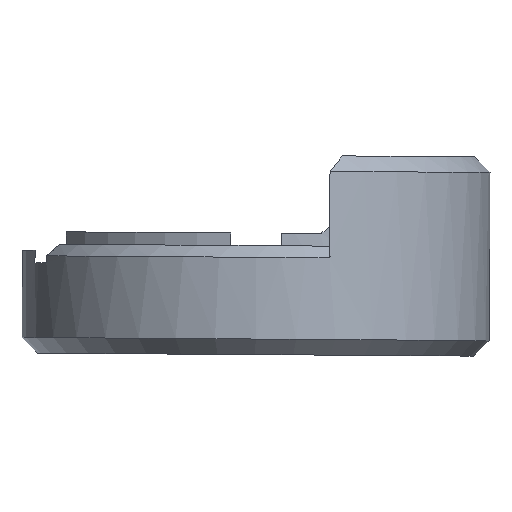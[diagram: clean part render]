
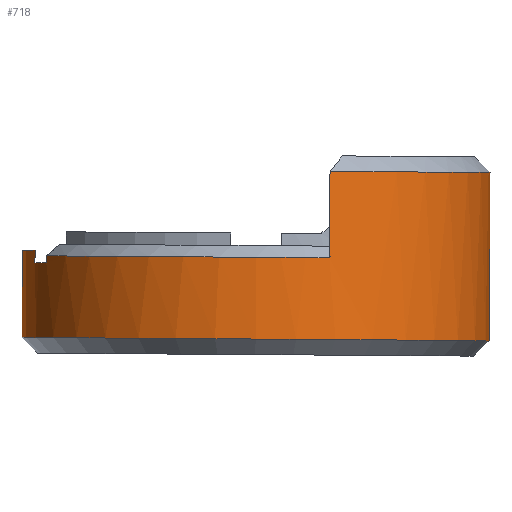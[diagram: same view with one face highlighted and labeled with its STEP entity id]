
A CAD part, front view. The second image highlights one B-rep face of the part: STEP entity #718.
In plain terms, the highlighted cylindrical face has radius 15 mm (diameter 30 mm), a full revolution.
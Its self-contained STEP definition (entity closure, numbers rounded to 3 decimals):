
#29=CYLINDRICAL_SURFACE('',#774,15.);
#66=FACE_OUTER_BOUND('',#105,.T.);
#105=EDGE_LOOP('',(#499,#500,#501,#502,#503,#504,#505,#506,#507,#508,#509,
#510,#511,#512,#513,#514));
#143=LINE('',#1081,#211);
#144=LINE('',#1085,#212);
#145=LINE('',#1089,#213);
#146=LINE('',#1093,#214);
#147=LINE('',#1097,#215);
#148=LINE('',#1101,#216);
#149=LINE('',#1105,#217);
#211=VECTOR('',#862,15.);
#212=VECTOR('',#865,1000.);
#213=VECTOR('',#868,1000.);
#214=VECTOR('',#871,1000.);
#215=VECTOR('',#874,1000.);
#216=VECTOR('',#877,10.);
#217=VECTOR('',#880,10.);
#277=CIRCLE('',#770,15.);
#280=CIRCLE('',#775,15.);
#281=CIRCLE('',#776,15.);
#282=CIRCLE('',#777,15.);
#283=CIRCLE('',#778,15.);
#284=CIRCLE('',#779,15.);
#285=CIRCLE('',#780,15.);
#286=CIRCLE('',#781,15.);
#309=VERTEX_POINT('',#1069);
#313=VERTEX_POINT('',#1080);
#314=VERTEX_POINT('',#1082);
#315=VERTEX_POINT('',#1084);
#316=VERTEX_POINT('',#1086);
#317=VERTEX_POINT('',#1088);
#318=VERTEX_POINT('',#1090);
#319=VERTEX_POINT('',#1092);
#320=VERTEX_POINT('',#1094);
#321=VERTEX_POINT('',#1096);
#322=VERTEX_POINT('',#1098);
#323=VERTEX_POINT('',#1100);
#324=VERTEX_POINT('',#1102);
#325=VERTEX_POINT('',#1104);
#382=EDGE_CURVE('',#309,#309,#277,.T.);
#387=EDGE_CURVE('',#309,#313,#143,.T.);
#388=EDGE_CURVE('',#314,#313,#280,.T.);
#389=EDGE_CURVE('',#315,#314,#144,.T.);
#390=EDGE_CURVE('',#316,#315,#281,.T.);
#391=EDGE_CURVE('',#316,#317,#145,.T.);
#392=EDGE_CURVE('',#318,#317,#282,.T.);
#393=EDGE_CURVE('',#319,#318,#146,.T.);
#394=EDGE_CURVE('',#320,#319,#283,.T.);
#395=EDGE_CURVE('',#320,#321,#147,.T.);
#396=EDGE_CURVE('',#322,#321,#284,.T.);
#397=EDGE_CURVE('',#322,#323,#148,.T.);
#398=EDGE_CURVE('',#324,#323,#285,.T.);
#399=EDGE_CURVE('',#324,#325,#149,.T.);
#400=EDGE_CURVE('',#313,#325,#286,.T.);
#499=ORIENTED_EDGE('',*,*,#382,.F.);
#500=ORIENTED_EDGE('',*,*,#387,.T.);
#501=ORIENTED_EDGE('',*,*,#388,.F.);
#502=ORIENTED_EDGE('',*,*,#389,.F.);
#503=ORIENTED_EDGE('',*,*,#390,.F.);
#504=ORIENTED_EDGE('',*,*,#391,.T.);
#505=ORIENTED_EDGE('',*,*,#392,.F.);
#506=ORIENTED_EDGE('',*,*,#393,.F.);
#507=ORIENTED_EDGE('',*,*,#394,.F.);
#508=ORIENTED_EDGE('',*,*,#395,.T.);
#509=ORIENTED_EDGE('',*,*,#396,.F.);
#510=ORIENTED_EDGE('',*,*,#397,.T.);
#511=ORIENTED_EDGE('',*,*,#398,.F.);
#512=ORIENTED_EDGE('',*,*,#399,.T.);
#513=ORIENTED_EDGE('',*,*,#400,.F.);
#514=ORIENTED_EDGE('',*,*,#387,.F.);
#718=ADVANCED_FACE('',(#66),#29,.T.);
#770=AXIS2_PLACEMENT_3D('',#1070,#850,#851);
#774=AXIS2_PLACEMENT_3D('',#1079,#860,#861);
#775=AXIS2_PLACEMENT_3D('',#1083,#863,#864);
#776=AXIS2_PLACEMENT_3D('',#1087,#866,#867);
#777=AXIS2_PLACEMENT_3D('',#1091,#869,#870);
#778=AXIS2_PLACEMENT_3D('',#1095,#872,#873);
#779=AXIS2_PLACEMENT_3D('',#1099,#875,#876);
#780=AXIS2_PLACEMENT_3D('',#1103,#878,#879);
#781=AXIS2_PLACEMENT_3D('',#1106,#881,#882);
#850=DIRECTION('center_axis',(0.,0.,
-1.));
#851=DIRECTION('ref_axis',(0.,1.,0.));
#860=DIRECTION('center_axis',(0.,0.,
-1.));
#861=DIRECTION('ref_axis',(0.,1.,0.));
#862=DIRECTION('',(0.,0.,1.));
#863=DIRECTION('center_axis',(0.,0.,
1.));
#864=DIRECTION('ref_axis',(0.,1.,0.));
#865=DIRECTION('',(0.,0.,1.));
#866=DIRECTION('center_axis',(0.,0.,
1.));
#867=DIRECTION('ref_axis',(0.,1.,0.));
#868=DIRECTION('',(0.,0.,1.));
#869=DIRECTION('center_axis',(0.,0.,
1.));
#870=DIRECTION('ref_axis',(0.,1.,0.));
#871=DIRECTION('',(0.,0.,1.));
#872=DIRECTION('center_axis',(0.,0.,
1.));
#873=DIRECTION('ref_axis',(0.,1.,0.));
#874=DIRECTION('',(0.,0.,1.));
#875=DIRECTION('center_axis',(0.,0.,
1.));
#876=DIRECTION('ref_axis',(0.,1.,0.));
#877=DIRECTION('',(0.,0.,1.));
#878=DIRECTION('center_axis',(0.,0.,
1.));
#879=DIRECTION('ref_axis',(0.,1.,0.));
#880=DIRECTION('',(0.,0.,-1.));
#881=DIRECTION('center_axis',(0.,0.,
1.));
#882=DIRECTION('ref_axis',(0.,1.,0.));
#1069=CARTESIAN_POINT('',(184.25,-33.,-13.256));
#1070=CARTESIAN_POINT('Origin',(184.25,-18.,-13.256));
#1079=CARTESIAN_POINT('Origin',(184.25,-18.,-2.456));
#1080=CARTESIAN_POINT('',(184.25,-33.,-8.006));
#1081=CARTESIAN_POINT('',(184.25,-33.,-2.456));
#1082=CARTESIAN_POINT('',(170.78,-24.6,-8.006));
#1083=CARTESIAN_POINT('Origin',(184.25,-18.,-8.006));
#1084=CARTESIAN_POINT('',(170.78,-24.6,-8.456));
#1085=CARTESIAN_POINT('',(170.78,-24.6,-7.656));
#1086=CARTESIAN_POINT('',(170.05,-22.833,-8.456));
#1087=CARTESIAN_POINT('Origin',(184.25,-18.,-8.456));
#1088=CARTESIAN_POINT('',(170.05,-22.833,-7.656));
#1089=CARTESIAN_POINT('',(170.05,-22.833,-8.456));
#1090=CARTESIAN_POINT('',(170.05,-13.166,-7.656));
#1091=CARTESIAN_POINT('Origin',(184.25,-18.,-7.656));
#1092=CARTESIAN_POINT('',(170.05,-13.166,-8.456));
#1093=CARTESIAN_POINT('',(170.05,-13.166,-8.456));
#1094=CARTESIAN_POINT('',(170.78,-11.4,-8.456));
#1095=CARTESIAN_POINT('Origin',(184.25,-18.,-8.456));
#1096=CARTESIAN_POINT('',(170.78,-11.4,-8.006));
#1097=CARTESIAN_POINT('',(170.78,-11.4,-7.656));
#1098=CARTESIAN_POINT('',(198.938,-14.958,-8.006));
#1099=CARTESIAN_POINT('Origin',(184.25,-18.,-8.006));
#1100=CARTESIAN_POINT('',(198.938,-14.958,-2.456));
#1101=CARTESIAN_POINT('',(198.938,-14.958,-2.456));
#1102=CARTESIAN_POINT('',(188.96,-32.241,-2.456));
#1103=CARTESIAN_POINT('Origin',(184.25,-18.,-2.456));
#1104=CARTESIAN_POINT('',(188.96,-32.241,-8.006));
#1105=CARTESIAN_POINT('',(188.96,-32.241,-2.456));
#1106=CARTESIAN_POINT('Origin',(184.25,-18.,-8.006));
